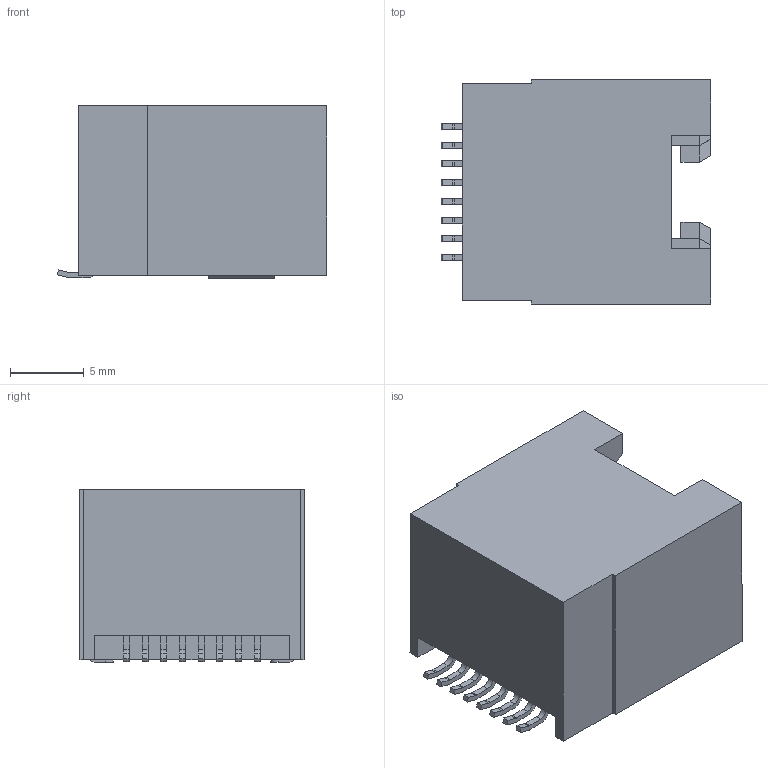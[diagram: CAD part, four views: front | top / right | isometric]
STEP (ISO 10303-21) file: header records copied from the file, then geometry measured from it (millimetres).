
FILE_DESCRIPTION (( 'STEP AP203' ), '1' );
FILE_NAME ('CONNModular8P8CSMTRA(2 Tab)_CONNMODULAR8P8CSMTRA2TAB01_Default_sldprt.STEP', '2016-06-02T17:07:51', ( 'Shusen Zhang' ), ( 'MathWorks' ), 'SwSTEP 2.0', 'SolidWorks 2015', '' );
FILE_SCHEMA (( 'CONFIG_CONTROL_DESIGN' ));
Length unit declared in the file: millimetre
Products named in the file (1): CONNModular8P8CSMTRA(2 Tab)_CONNMODULAR8P8CSMTRA2TAB01_Default_sldprt
Bounding box: 18.31 x 15.24 x 11.73 mm (x, y, z)
Volume: 1729 mm3; surface area: 1874.8 mm2
Topology: 1 solids, 1 shells, 343 faces, 964 edges, 639 vertices
Faces by surface type: plane 260, cylinder 44, bspline 39
Entity records: 12941 total; most frequent: CARTESIAN_POINT 4154, ORIENTED_EDGE 1928, DIRECTION 1584, EDGE_CURVE 964, LINE 798, VECTOR 798, VERTEX_POINT 639, AXIS2_PLACEMENT_3D 393
